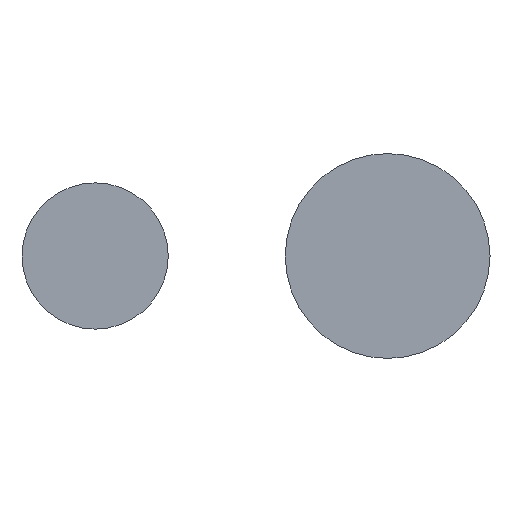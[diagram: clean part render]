
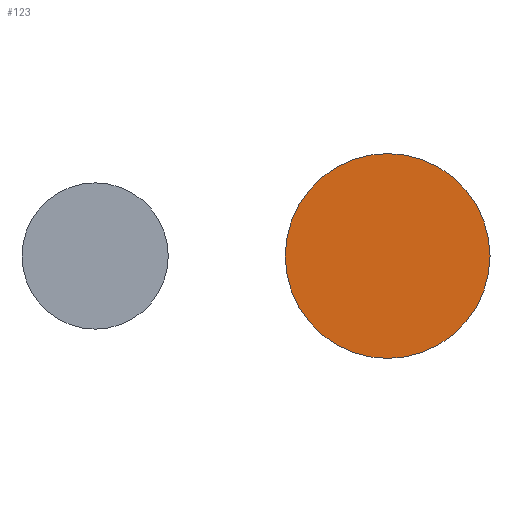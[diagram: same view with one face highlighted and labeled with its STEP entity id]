
A CAD part, left-side view. The second image highlights one B-rep face of the part: STEP entity #123.
In plain terms, the highlighted planar face has unit normal (-1, 0, 0).
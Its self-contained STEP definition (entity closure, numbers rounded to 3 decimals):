
#123=ADVANCED_FACE('',(#223),#224,.F.);
#223=FACE_OUTER_BOUND('',#335,.T.);
#224=PLANE('',#336);
#335=EDGE_LOOP('',(#447,#448));
#336=AXIS2_PLACEMENT_3D('',#449,#450,#451);
#447=ORIENTED_EDGE('',*,*,#591,.T.);
#448=ORIENTED_EDGE('',*,*,#592,.T.);
#449=CARTESIAN_POINT('',(200.0,0.0,0.0));
#450=DIRECTION('',(1.0,0.0,0.0));
#451=DIRECTION('',(0.0,0.0,-1.0));
#591=EDGE_CURVE('',#675,#676,#677,.T.);
#592=EDGE_CURVE('',#676,#675,#678,.T.);
#675=VERTEX_POINT('',#771);
#676=VERTEX_POINT('',#772);
#677=CIRCLE('',#773,70.0);
#678=CIRCLE('',#774,70.0);
#771=CARTESIAN_POINT('',(200.0,0.,1070.0));
#772=CARTESIAN_POINT('',(200.0,0.,930.0));
#773=AXIS2_PLACEMENT_3D('',#866,#867,#868);
#774=AXIS2_PLACEMENT_3D('',#869,#870,#871);
#866=CARTESIAN_POINT('',(200.0,0.0,1000.0));
#867=DIRECTION('',(-1.0,-0.0,-0.0));
#868=DIRECTION('',(0.0,0.0,-1.0));
#869=CARTESIAN_POINT('',(200.0,0.0,1000.0));
#870=DIRECTION('',(-1.0,-0.0,-0.0));
#871=DIRECTION('',(0.0,0.0,-1.0));
